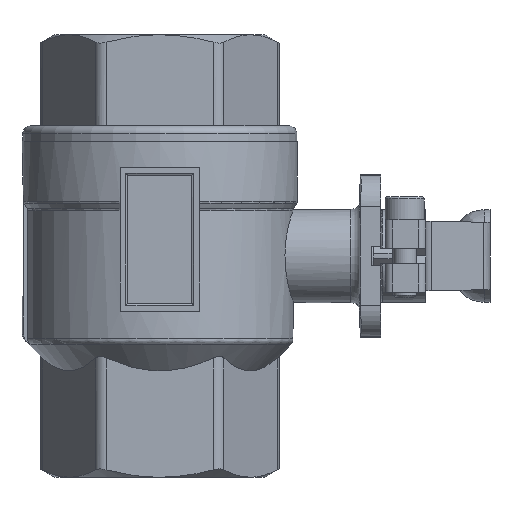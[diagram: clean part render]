
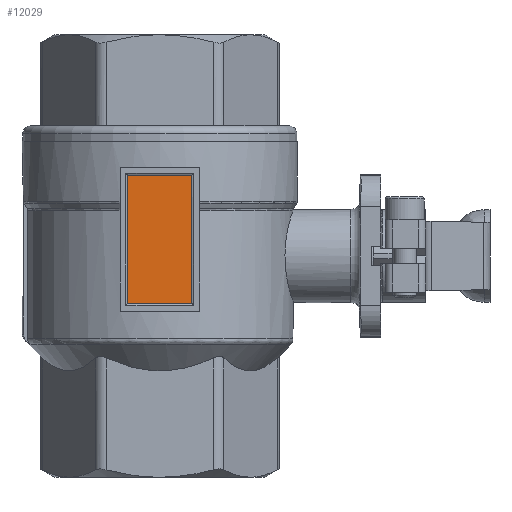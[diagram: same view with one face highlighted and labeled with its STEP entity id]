
A CAD part, front view. The second image highlights one B-rep face of the part: STEP entity #12029.
In plain terms, the highlighted planar face has unit normal (0, -1, 0).
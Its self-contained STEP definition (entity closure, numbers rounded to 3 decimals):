
#7291 = CYLINDRICAL_SURFACE('',#7292,0.5);
#7292 = AXIS2_PLACEMENT_3D('',#7293,#7294,#7295);
#7293 = CARTESIAN_POINT('',(10.25,-35.1,44.8));
#7294 = DIRECTION('',(1.,0.,0.));
#7295 = DIRECTION('',(0.,-1.,0.));
#7344 = CYLINDRICAL_SURFACE('',#7345,0.5);
#7345 = AXIS2_PLACEMENT_3D('',#7346,#7347,#7348);
#7346 = CARTESIAN_POINT('',(-8.25,-35.1,79.8));
#7347 = DIRECTION('',(0.,0.,1.));
#7348 = DIRECTION('',(0.,1.,0.));
#7421 = CYLINDRICAL_SURFACE('',#7422,0.5);
#7422 = AXIS2_PLACEMENT_3D('',#7423,#7424,#7425);
#7423 = CARTESIAN_POINT('',(10.25,-35.1,77.8));
#7424 = DIRECTION('',(1.,0.,0.));
#7425 = DIRECTION('',(0.,-1.,0.));
#7496 = CYLINDRICAL_SURFACE('',#7497,0.5);
#7497 = AXIS2_PLACEMENT_3D('',#7498,#7499,#7500);
#7498 = CARTESIAN_POINT('',(8.25,-35.1,79.8));
#7499 = DIRECTION('',(0.,0.,1.));
#7500 = DIRECTION('',(0.,1.,0.));
#8093 = EDGE_CURVE('',#8094,#8096,#8098,.T.);
#8094 = VERTEX_POINT('',#8095);
#8095 = CARTESIAN_POINT('',(8.25,-34.6,44.8));
#8096 = VERTEX_POINT('',#8097);
#8097 = CARTESIAN_POINT('',(-8.25,-34.6,44.8));
#8098 = SURFACE_CURVE('',#8099,(#8103,#8132),.PCURVE_S1.);
#8099 = LINE('',#8100,#8101);
#8100 = CARTESIAN_POINT('',(10.25,-34.6,44.8));
#8101 = VECTOR('',#8102,1.);
#8102 = DIRECTION('',(-1.,0.,0.));
#8103 = PCURVE('',#7291,#8104);
#8104 = DEFINITIONAL_REPRESENTATION('',(#8105),#8131);
#8105 = B_SPLINE_CURVE_WITH_KNOTS('',3,(#8106,#8107,#8108,#8109,#8110,
    #8111,#8112,#8113,#8114,#8115,#8116,#8117,#8118,#8119,#8120,#8121,
    #8122,#8123,#8124,#8125,#8126,#8127,#8128,#8129,#8130),
  .UNSPECIFIED.,.F.,.F.,(4,1,1,1,1,1,1,1,1,1,1,1,1,1,1,1,1,1,1,1,1,1,4),
  (2.,2.75,3.5,4.25,5.,5.75,6.5,7.25,8.,8.75,9.5,10.25,11.,11.75,12.5,
    13.25,14.,14.75,15.5,16.25,17.,17.75,18.5),.QUASI_UNIFORM_KNOTS.);
#8106 = CARTESIAN_POINT('',(3.142,-2.));
#8107 = CARTESIAN_POINT('',(3.142,-2.25));
#8108 = CARTESIAN_POINT('',(3.142,-2.75));
#8109 = CARTESIAN_POINT('',(3.142,-3.5));
#8110 = CARTESIAN_POINT('',(3.142,-4.25));
#8111 = CARTESIAN_POINT('',(3.142,-5.));
#8112 = CARTESIAN_POINT('',(3.142,-5.75));
#8113 = CARTESIAN_POINT('',(3.142,-6.5));
#8114 = CARTESIAN_POINT('',(3.142,-7.25));
#8115 = CARTESIAN_POINT('',(3.142,-8.));
#8116 = CARTESIAN_POINT('',(3.142,-8.75));
#8117 = CARTESIAN_POINT('',(3.142,-9.5));
#8118 = CARTESIAN_POINT('',(3.142,-10.25));
#8119 = CARTESIAN_POINT('',(3.142,-11.));
#8120 = CARTESIAN_POINT('',(3.142,-11.75));
#8121 = CARTESIAN_POINT('',(3.142,-12.5));
#8122 = CARTESIAN_POINT('',(3.142,-13.25));
#8123 = CARTESIAN_POINT('',(3.142,-14.));
#8124 = CARTESIAN_POINT('',(3.142,-14.75));
#8125 = CARTESIAN_POINT('',(3.142,-15.5));
#8126 = CARTESIAN_POINT('',(3.142,-16.25));
#8127 = CARTESIAN_POINT('',(3.142,-17.));
#8128 = CARTESIAN_POINT('',(3.142,-17.75));
#8129 = CARTESIAN_POINT('',(3.142,-18.25));
#8130 = CARTESIAN_POINT('',(3.142,-18.5));
#8131 = ( GEOMETRIC_REPRESENTATION_CONTEXT(2) 
PARAMETRIC_REPRESENTATION_CONTEXT() REPRESENTATION_CONTEXT('2D SPACE',''
  ) );
#8132 = PCURVE('',#8133,#8138);
#8133 = PLANE('',#8134);
#8134 = AXIS2_PLACEMENT_3D('',#8135,#8136,#8137);
#8135 = CARTESIAN_POINT('',(10.25,-34.6,77.8));
#8136 = DIRECTION('',(0.,1.,0.));
#8137 = DIRECTION('',(0.,0.,1.));
#8138 = DEFINITIONAL_REPRESENTATION('',(#8139),#8143);
#8139 = LINE('',#8140,#8141);
#8140 = CARTESIAN_POINT('',(-33.,0.));
#8141 = VECTOR('',#8142,1.);
#8142 = DIRECTION('',(-0.,-1.));
#8143 = ( GEOMETRIC_REPRESENTATION_CONTEXT(2) 
PARAMETRIC_REPRESENTATION_CONTEXT() REPRESENTATION_CONTEXT('2D SPACE',''
  ) );
#8284 = VERTEX_POINT('',#8285);
#8285 = CARTESIAN_POINT('',(-8.25,-34.6,77.8));
#8351 = EDGE_CURVE('',#8284,#8096,#8352,.T.);
#8352 = SURFACE_CURVE('',#8353,(#8357,#8386),.PCURVE_S1.);
#8353 = LINE('',#8354,#8355);
#8354 = CARTESIAN_POINT('',(-8.25,-34.6,79.8));
#8355 = VECTOR('',#8356,1.);
#8356 = DIRECTION('',(0.,0.,-1.));
#8357 = PCURVE('',#7344,#8358);
#8358 = DEFINITIONAL_REPRESENTATION('',(#8359),#8385);
#8359 = B_SPLINE_CURVE_WITH_KNOTS('',3,(#8360,#8361,#8362,#8363,#8364,
    #8365,#8366,#8367,#8368,#8369,#8370,#8371,#8372,#8373,#8374,#8375,
    #8376,#8377,#8378,#8379,#8380,#8381,#8382,#8383,#8384),
  .UNSPECIFIED.,.F.,.F.,(4,1,1,1,1,1,1,1,1,1,1,1,1,1,1,1,1,1,1,1,1,1,4),
  (2.,3.5,5.,6.5,8.,9.5,11.,12.5,14.,15.5,17.,18.5,20.,21.5,23.,24.5,26.
    ,27.5,29.,30.5,32.,33.5,35.),.QUASI_UNIFORM_KNOTS.);
#8360 = CARTESIAN_POINT('',(0.,-2.));
#8361 = CARTESIAN_POINT('',(0.,-2.5));
#8362 = CARTESIAN_POINT('',(0.,-3.5));
#8363 = CARTESIAN_POINT('',(0.,-5.));
#8364 = CARTESIAN_POINT('',(0.,-6.5));
#8365 = CARTESIAN_POINT('',(0.,-8.));
#8366 = CARTESIAN_POINT('',(0.,-9.5));
#8367 = CARTESIAN_POINT('',(0.,-11.));
#8368 = CARTESIAN_POINT('',(0.,-12.5));
#8369 = CARTESIAN_POINT('',(0.,-14.));
#8370 = CARTESIAN_POINT('',(0.,-15.5));
#8371 = CARTESIAN_POINT('',(0.,-17.));
#8372 = CARTESIAN_POINT('',(0.,-18.5));
#8373 = CARTESIAN_POINT('',(0.,-20.));
#8374 = CARTESIAN_POINT('',(0.,-21.5));
#8375 = CARTESIAN_POINT('',(0.,-23.));
#8376 = CARTESIAN_POINT('',(0.,-24.5));
#8377 = CARTESIAN_POINT('',(0.,-26.));
#8378 = CARTESIAN_POINT('',(0.,-27.5));
#8379 = CARTESIAN_POINT('',(0.,-29.));
#8380 = CARTESIAN_POINT('',(0.,-30.5));
#8381 = CARTESIAN_POINT('',(0.,-32.));
#8382 = CARTESIAN_POINT('',(0.,-33.5));
#8383 = CARTESIAN_POINT('',(0.,-34.5));
#8384 = CARTESIAN_POINT('',(0.,-35.));
#8385 = ( GEOMETRIC_REPRESENTATION_CONTEXT(2) 
PARAMETRIC_REPRESENTATION_CONTEXT() REPRESENTATION_CONTEXT('2D SPACE',''
  ) );
#8386 = PCURVE('',#8133,#8387);
#8387 = DEFINITIONAL_REPRESENTATION('',(#8388),#8392);
#8388 = LINE('',#8389,#8390);
#8389 = CARTESIAN_POINT('',(2.,-18.5));
#8390 = VECTOR('',#8391,1.);
#8391 = DIRECTION('',(-1.,0.));
#8392 = ( GEOMETRIC_REPRESENTATION_CONTEXT(2) 
PARAMETRIC_REPRESENTATION_CONTEXT() REPRESENTATION_CONTEXT('2D SPACE',''
  ) );
#8399 = VERTEX_POINT('',#8400);
#8400 = CARTESIAN_POINT('',(8.25,-34.6,77.8));
#8466 = EDGE_CURVE('',#8399,#8284,#8467,.T.);
#8467 = SURFACE_CURVE('',#8468,(#8472,#8501),.PCURVE_S1.);
#8468 = LINE('',#8469,#8470);
#8469 = CARTESIAN_POINT('',(10.25,-34.6,77.8));
#8470 = VECTOR('',#8471,1.);
#8471 = DIRECTION('',(-1.,0.,0.));
#8472 = PCURVE('',#7421,#8473);
#8473 = DEFINITIONAL_REPRESENTATION('',(#8474),#8500);
#8474 = B_SPLINE_CURVE_WITH_KNOTS('',3,(#8475,#8476,#8477,#8478,#8479,
    #8480,#8481,#8482,#8483,#8484,#8485,#8486,#8487,#8488,#8489,#8490,
    #8491,#8492,#8493,#8494,#8495,#8496,#8497,#8498,#8499),
  .UNSPECIFIED.,.F.,.F.,(4,1,1,1,1,1,1,1,1,1,1,1,1,1,1,1,1,1,1,1,1,1,4),
  (2.,2.75,3.5,4.25,5.,5.75,6.5,7.25,8.,8.75,9.5,10.25,11.,11.75,12.5,
    13.25,14.,14.75,15.5,16.25,17.,17.75,18.5),.QUASI_UNIFORM_KNOTS.);
#8475 = CARTESIAN_POINT('',(3.142,-2.));
#8476 = CARTESIAN_POINT('',(3.142,-2.25));
#8477 = CARTESIAN_POINT('',(3.142,-2.75));
#8478 = CARTESIAN_POINT('',(3.142,-3.5));
#8479 = CARTESIAN_POINT('',(3.142,-4.25));
#8480 = CARTESIAN_POINT('',(3.142,-5.));
#8481 = CARTESIAN_POINT('',(3.142,-5.75));
#8482 = CARTESIAN_POINT('',(3.142,-6.5));
#8483 = CARTESIAN_POINT('',(3.142,-7.25));
#8484 = CARTESIAN_POINT('',(3.142,-8.));
#8485 = CARTESIAN_POINT('',(3.142,-8.75));
#8486 = CARTESIAN_POINT('',(3.142,-9.5));
#8487 = CARTESIAN_POINT('',(3.142,-10.25));
#8488 = CARTESIAN_POINT('',(3.142,-11.));
#8489 = CARTESIAN_POINT('',(3.142,-11.75));
#8490 = CARTESIAN_POINT('',(3.142,-12.5));
#8491 = CARTESIAN_POINT('',(3.142,-13.25));
#8492 = CARTESIAN_POINT('',(3.142,-14.));
#8493 = CARTESIAN_POINT('',(3.142,-14.75));
#8494 = CARTESIAN_POINT('',(3.142,-15.5));
#8495 = CARTESIAN_POINT('',(3.142,-16.25));
#8496 = CARTESIAN_POINT('',(3.142,-17.));
#8497 = CARTESIAN_POINT('',(3.142,-17.75));
#8498 = CARTESIAN_POINT('',(3.142,-18.25));
#8499 = CARTESIAN_POINT('',(3.142,-18.5));
#8500 = ( GEOMETRIC_REPRESENTATION_CONTEXT(2) 
PARAMETRIC_REPRESENTATION_CONTEXT() REPRESENTATION_CONTEXT('2D SPACE',''
  ) );
#8501 = PCURVE('',#8133,#8502);
#8502 = DEFINITIONAL_REPRESENTATION('',(#8503),#8507);
#8503 = LINE('',#8504,#8505);
#8504 = CARTESIAN_POINT('',(0.,0.));
#8505 = VECTOR('',#8506,1.);
#8506 = DIRECTION('',(-0.,-1.));
#8507 = ( GEOMETRIC_REPRESENTATION_CONTEXT(2) 
PARAMETRIC_REPRESENTATION_CONTEXT() REPRESENTATION_CONTEXT('2D SPACE',''
  ) );
#8514 = EDGE_CURVE('',#8399,#8094,#8515,.T.);
#8515 = SURFACE_CURVE('',#8516,(#8520,#8549),.PCURVE_S1.);
#8516 = LINE('',#8517,#8518);
#8517 = CARTESIAN_POINT('',(8.25,-34.6,79.8));
#8518 = VECTOR('',#8519,1.);
#8519 = DIRECTION('',(0.,0.,-1.));
#8520 = PCURVE('',#7496,#8521);
#8521 = DEFINITIONAL_REPRESENTATION('',(#8522),#8548);
#8522 = B_SPLINE_CURVE_WITH_KNOTS('',3,(#8523,#8524,#8525,#8526,#8527,
    #8528,#8529,#8530,#8531,#8532,#8533,#8534,#8535,#8536,#8537,#8538,
    #8539,#8540,#8541,#8542,#8543,#8544,#8545,#8546,#8547),
  .UNSPECIFIED.,.F.,.F.,(4,1,1,1,1,1,1,1,1,1,1,1,1,1,1,1,1,1,1,1,1,1,4),
  (2.,3.5,5.,6.5,8.,9.5,11.,12.5,14.,15.5,17.,18.5,20.,21.5,23.,24.5,26.
    ,27.5,29.,30.5,32.,33.5,35.),.QUASI_UNIFORM_KNOTS.);
#8523 = CARTESIAN_POINT('',(6.283,-2.));
#8524 = CARTESIAN_POINT('',(6.283,-2.5));
#8525 = CARTESIAN_POINT('',(6.283,-3.5));
#8526 = CARTESIAN_POINT('',(6.283,-5.));
#8527 = CARTESIAN_POINT('',(6.283,-6.5));
#8528 = CARTESIAN_POINT('',(6.283,-8.));
#8529 = CARTESIAN_POINT('',(6.283,-9.5));
#8530 = CARTESIAN_POINT('',(6.283,-11.));
#8531 = CARTESIAN_POINT('',(6.283,-12.5));
#8532 = CARTESIAN_POINT('',(6.283,-14.));
#8533 = CARTESIAN_POINT('',(6.283,-15.5));
#8534 = CARTESIAN_POINT('',(6.283,-17.));
#8535 = CARTESIAN_POINT('',(6.283,-18.5));
#8536 = CARTESIAN_POINT('',(6.283,-20.));
#8537 = CARTESIAN_POINT('',(6.283,-21.5));
#8538 = CARTESIAN_POINT('',(6.283,-23.));
#8539 = CARTESIAN_POINT('',(6.283,-24.5));
#8540 = CARTESIAN_POINT('',(6.283,-26.));
#8541 = CARTESIAN_POINT('',(6.283,-27.5));
#8542 = CARTESIAN_POINT('',(6.283,-29.));
#8543 = CARTESIAN_POINT('',(6.283,-30.5));
#8544 = CARTESIAN_POINT('',(6.283,-32.));
#8545 = CARTESIAN_POINT('',(6.283,-33.5));
#8546 = CARTESIAN_POINT('',(6.283,-34.5));
#8547 = CARTESIAN_POINT('',(6.283,-35.));
#8548 = ( GEOMETRIC_REPRESENTATION_CONTEXT(2) 
PARAMETRIC_REPRESENTATION_CONTEXT() REPRESENTATION_CONTEXT('2D SPACE',''
  ) );
#8549 = PCURVE('',#8133,#8550);
#8550 = DEFINITIONAL_REPRESENTATION('',(#8551),#8555);
#8551 = LINE('',#8552,#8553);
#8552 = CARTESIAN_POINT('',(2.,-2.));
#8553 = VECTOR('',#8554,1.);
#8554 = DIRECTION('',(-1.,0.));
#8555 = ( GEOMETRIC_REPRESENTATION_CONTEXT(2) 
PARAMETRIC_REPRESENTATION_CONTEXT() REPRESENTATION_CONTEXT('2D SPACE',''
  ) );
#12029 = ADVANCED_FACE('',(#12030),#8133,.F.);
#12030 = FACE_BOUND('',#12031,.T.);
#12031 = EDGE_LOOP('',(#12032,#12033,#12034,#12035));
#12032 = ORIENTED_EDGE('',*,*,#8351,.T.);
#12033 = ORIENTED_EDGE('',*,*,#8093,.F.);
#12034 = ORIENTED_EDGE('',*,*,#8514,.F.);
#12035 = ORIENTED_EDGE('',*,*,#8466,.T.);
